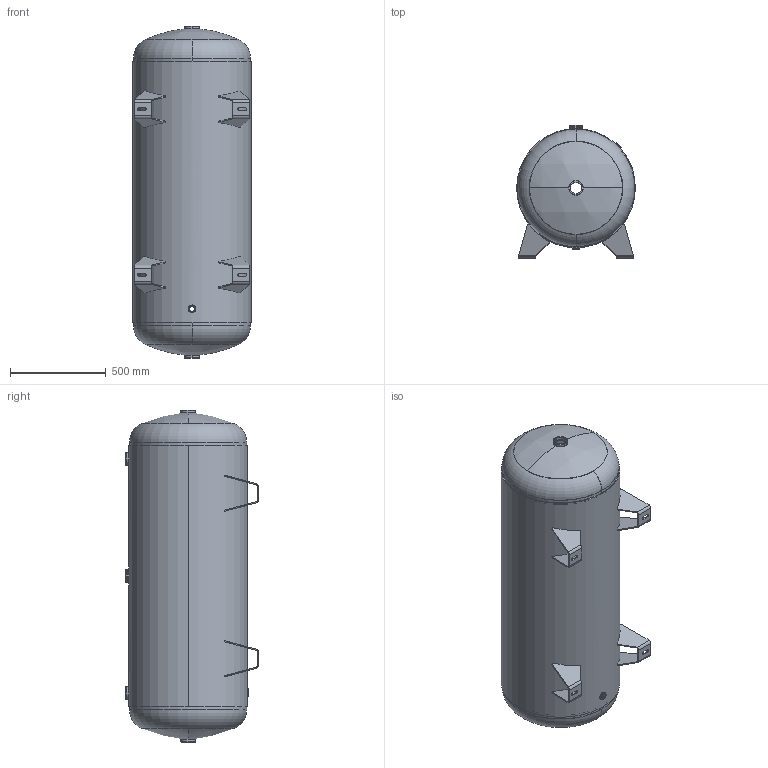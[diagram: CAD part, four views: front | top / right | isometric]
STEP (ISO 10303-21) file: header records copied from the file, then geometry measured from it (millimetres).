
FILE_DESCRIPTION (( 'STEP AP214' ), '1' );
FILE_NAME ('302479.STEP', '2025-01-13T19:09:11', ( '' ), ( '' ), 'SwSTEP 2.0', 'SolidWorks 2022', '' );
FILE_SCHEMA (( 'AUTOMOTIVE_DESIGN' ));
Length unit declared in the file: inch
Products named in the file (10): 302479-SL; PHOENIX FLAT FLANGE_0750; 302479; HEAD_24X149PLN; PHOENIX FLAT FLANGE_2000O-RING; A55716; PHOENIX FLAT FLANGE_0250P391; PHOENIX RAD FLANGE_150P957 OR; NP-HOR_24 ID
Assembly tree (15 placements, depth 2):
  302479
    302479-SL
    HEAD_24X149PLN
    HEAD_24X149PLN
    PHOENIX FLAT FLANGE_2000O-RING  x2
    PHOENIX RAD FLANGE_150P957 OR  x3
    PHOENIX FLAT FLANGE_0750
    PHOENIX FLAT FLANGE_0250P391
    A55716  x4
    NP-HOR_24 ID
Bounding box: 618.95 x 692.84 x 1731.16 mm (x, y, z)
Volume: 16736840.4 mm3; surface area: 7520829 mm2
Topology: 15 solids, 15 shells, 357 faces, 800 edges, 482 vertices
Faces by surface type: cylinder 121, plane 120, torus 86, bspline 22, sphere 8
Full cylindrical faces by diameter (mm): 609.6 x1, 618.947 x1
Entity records: 11981 total; most frequent: CARTESIAN_POINT 7183, DIRECTION 967, ORIENTED_EDGE 854, AXIS2_PLACEMENT_3D 428, EDGE_CURVE 427, VERTEX_POINT 260, CIRCLE 242, EDGE_LOOP 227
